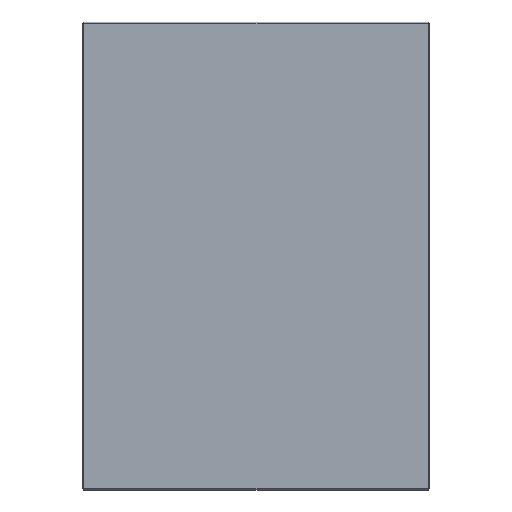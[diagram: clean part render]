
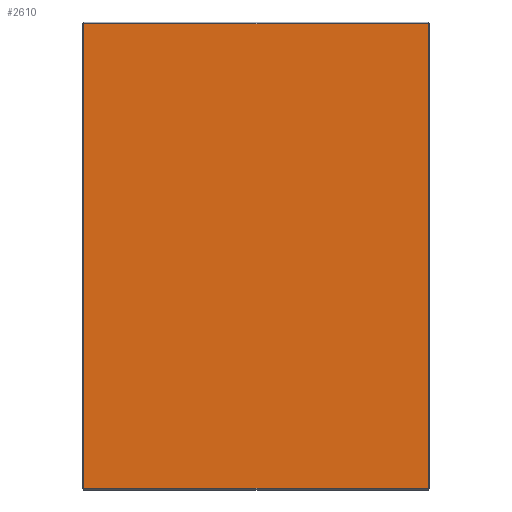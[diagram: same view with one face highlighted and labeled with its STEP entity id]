
A CAD part, front view. The second image highlights one B-rep face of the part: STEP entity #2610.
In plain terms, the highlighted planar face has unit normal (0, -1, 0).
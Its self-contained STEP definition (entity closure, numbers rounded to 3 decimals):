
#63 = VECTOR ( 'NONE', #1370, 1000. ) ;
#104 = DIRECTION ( 'NONE',  ( 0., 0., 1. ) ) ;
#176 = CARTESIAN_POINT ( 'NONE',  ( -219.8, -1.2, -296.8 ) ) ;
#294 = CARTESIAN_POINT ( 'NONE',  ( -219.8, -1.2, -297. ) ) ;
#309 = CARTESIAN_POINT ( 'NONE',  ( -219.8, -1.2, 296.8 ) ) ;
#435 = VECTOR ( 'NONE', #1285, 1000. ) ;
#436 = EDGE_CURVE ( 'NONE', #3517, #3623, #1276, .T. ) ;
#556 = EDGE_CURVE ( 'NONE', #3517, #1158, #3561, .T. ) ;
#590 = ORIENTED_EDGE ( 'NONE', *, *, #436, .T. ) ;
#858 = DIRECTION ( 'NONE',  ( 0., 0., -1. ) ) ;
#873 = CARTESIAN_POINT ( 'NONE',  ( -219.8, -1.2, -296.8 ) ) ;
#881 = CARTESIAN_POINT ( 'NONE',  ( 219.8, -1.2, -296.8 ) ) ;
#891 = DIRECTION ( 'NONE',  ( 0., 1., 0. ) ) ;
#1158 = VERTEX_POINT ( 'NONE', #881 ) ;
#1276 = LINE ( 'NONE', #2262, #63 ) ;
#1285 = DIRECTION ( 'NONE',  ( 1., 0., 0. ) ) ;
#1370 = DIRECTION ( 'NONE',  ( -1., 0., 0. ) ) ;
#1399 = VERTEX_POINT ( 'NONE', #873 ) ;
#1488 = EDGE_LOOP ( 'NONE', ( #3438, #2003, #590, #2305 ) ) ;
#1650 = LINE ( 'NONE', #294, #1833 ) ;
#1679 = VECTOR ( 'NONE', #858, 1000. ) ;
#1833 = VECTOR ( 'NONE', #2557, 1000. ) ;
#1989 = CARTESIAN_POINT ( 'NONE',  ( 219.8, -1.2, 296.8 ) ) ;
#2003 = ORIENTED_EDGE ( 'NONE', *, *, #556, .F. ) ;
#2014 = CARTESIAN_POINT ( 'NONE',  ( 219.8, -1.2, 297. ) ) ;
#2033 = PLANE ( 'NONE',  #3174 ) ;
#2262 = CARTESIAN_POINT ( 'NONE',  ( 219.8, -1.2, 296.8 ) ) ;
#2305 = ORIENTED_EDGE ( 'NONE', *, *, #3457, .F. ) ;
#2557 = DIRECTION ( 'NONE',  ( 0., 0., 1. ) ) ;
#2565 = FACE_OUTER_BOUND ( 'NONE', #1488, .T. ) ;
#2610 = ADVANCED_FACE ( 'NONE', ( #2565 ), #2033, .F. ) ;
#2771 = LINE ( 'NONE', #176, #435 ) ;
#2917 = CARTESIAN_POINT ( 'NONE',  ( 0., -1.2, 0. ) ) ;
#3174 = AXIS2_PLACEMENT_3D ( 'NONE', #2917, #891, #104 ) ;
#3259 = EDGE_CURVE ( 'NONE', #1399, #1158, #2771, .T. ) ;
#3438 = ORIENTED_EDGE ( 'NONE', *, *, #3259, .T. ) ;
#3457 = EDGE_CURVE ( 'NONE', #1399, #3623, #1650, .T. ) ;
#3517 = VERTEX_POINT ( 'NONE', #1989 ) ;
#3561 = LINE ( 'NONE', #2014, #1679 ) ;
#3623 = VERTEX_POINT ( 'NONE', #309 ) ;
